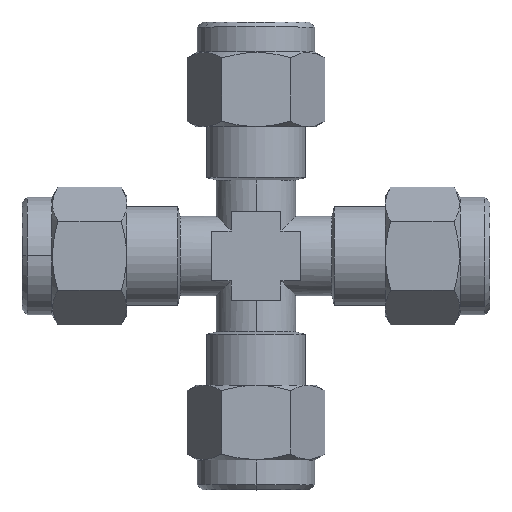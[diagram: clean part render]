
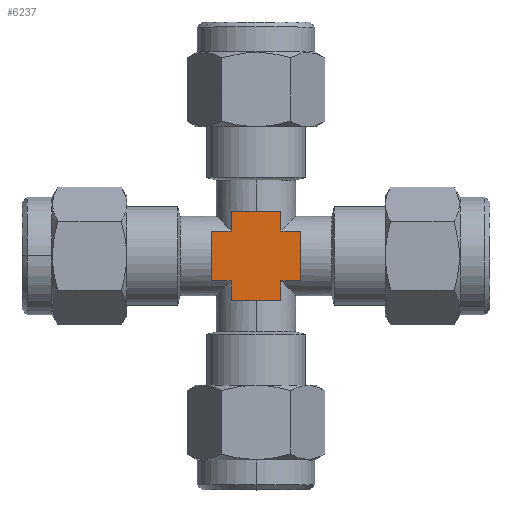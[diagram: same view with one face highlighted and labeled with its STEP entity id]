
A CAD part, top view. The second image highlights one B-rep face of the part: STEP entity #6237.
In plain terms, the highlighted planar face has unit normal (0, 0, 1).
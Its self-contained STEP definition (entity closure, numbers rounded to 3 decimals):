
#162 = FACE_OUTER_BOUND ( 'NONE', #1814, .T. ) ;
#299 = CARTESIAN_POINT ( 'NONE',  ( 2.5, 4.5, 4.5 ) ) ;
#301 = DIRECTION ( 'NONE',  ( 0., 1., 0. ) ) ;
#304 = DIRECTION ( 'NONE',  ( 1., 0., 0. ) ) ;
#305 = CARTESIAN_POINT ( 'NONE',  ( 4.5, 2.5, 4.5 ) ) ;
#306 = DIRECTION ( 'NONE',  ( 0., 1., 0. ) ) ;
#310 = DIRECTION ( 'NONE',  ( 0., 1., 0. ) ) ;
#311 = CARTESIAN_POINT ( 'NONE',  ( -2.5, 4.5, 4.5 ) ) ;
#312 = DIRECTION ( 'NONE',  ( -1., 0., 0. ) ) ;
#1265 = CARTESIAN_POINT ( 'NONE',  ( -4.5, -2.5, 4.5 ) ) ;
#1294 = DIRECTION ( 'NONE',  ( 0., -1., 0. ) ) ;
#1295 = CARTESIAN_POINT ( 'NONE',  ( -2.5, -2.5, 4.5 ) ) ;
#1297 = CARTESIAN_POINT ( 'NONE',  ( -2.5, -4.5, 4.5 ) ) ;
#1299 = CARTESIAN_POINT ( 'NONE',  ( -2.5, 2.5, 4.5 ) ) ;
#1300 = DIRECTION ( 'NONE',  ( 1., 0., 0. ) ) ;
#1304 = DIRECTION ( 'NONE',  ( 0., -1., 0. ) ) ;
#1306 = CARTESIAN_POINT ( 'NONE',  ( 2.5, 2.5, 4.5 ) ) ;
#1308 = DIRECTION ( 'NONE',  ( 0., -1., 0. ) ) ;
#1310 = CARTESIAN_POINT ( 'NONE',  ( -4.5, 2.5, 4.5 ) ) ;
#1313 = CARTESIAN_POINT ( 'NONE',  ( 2.5, -4.5, 4.5 ) ) ;
#1314 = DIRECTION ( 'NONE',  ( -1., 0., 0. ) ) ;
#1316 = CARTESIAN_POINT ( 'NONE',  ( 2.5, -2.5, 4.5 ) ) ;
#1318 = DIRECTION ( 'NONE',  ( -1., 0., 0. ) ) ;
#1320 = CARTESIAN_POINT ( 'NONE',  ( 4.5, -2.5, 4.5 ) ) ;
#1322 = DIRECTION ( 'NONE',  ( 1., 0., 0. ) ) ;
#1814 = EDGE_LOOP ( 'NONE', ( #5566, #5567, #5568, #5569, #5570, #5571, #5572, #5573, #5574, #5575, #5576, #5577 ) ) ;
#1881 = LINE ( 'NONE', #1265, #1910 ) ;
#1910 = VECTOR ( 'NONE', #1294, 1000. ) ;
#1911 = LINE ( 'NONE', #1295, #1916 ) ;
#1913 = LINE ( 'NONE', #1297, #1920 ) ;
#1916 = VECTOR ( 'NONE', #1300, 1000. ) ;
#1917 = LINE ( 'NONE', #1299, #1924 ) ;
#1920 = VECTOR ( 'NONE', #1304, 1000. ) ;
#1924 = VECTOR ( 'NONE', #1308, 1000. ) ;
#1925 = LINE ( 'NONE', #1306, #1930 ) ;
#1927 = LINE ( 'NONE', #1310, #1934 ) ;
#1930 = VECTOR ( 'NONE', #1314, 1000. ) ;
#1931 = LINE ( 'NONE', #1313, #1938 ) ;
#1934 = VECTOR ( 'NONE', #1318, 1000. ) ;
#1935 = LINE ( 'NONE', #1316, #1942 ) ;
#1938 = VECTOR ( 'NONE', #1322, 1000. ) ;
#1939 = LINE ( 'NONE', #1320, #1946 ) ;
#1942 = VECTOR ( 'NONE', #301, 1000. ) ;
#1943 = LINE ( 'NONE', #299, #1952 ) ;
#1945 = LINE ( 'NONE', #305, #1948 ) ;
#1946 = VECTOR ( 'NONE', #304, 1000. ) ;
#1948 = VECTOR ( 'NONE', #306, 1000. ) ;
#1951 = LINE ( 'NONE', #311, #1954 ) ;
#1952 = VECTOR ( 'NONE', #310, 1000. ) ;
#1954 = VECTOR ( 'NONE', #312, 1000. ) ;
#3350 = EDGE_CURVE ( 'NONE', #5940, #5942, #1881, .T. ) ;
#3353 = EDGE_CURVE ( 'NONE', #5942, #5941, #1911, .T. ) ;
#3355 = EDGE_CURVE ( 'NONE', #5941, #5943, #1913, .T. ) ;
#3357 = EDGE_CURVE ( 'NONE', #5939, #5946, #1917, .T. ) ;
#3360 = EDGE_CURVE ( 'NONE', #5949, #5944, #1925, .T. ) ;
#3362 = EDGE_CURVE ( 'NONE', #5946, #5940, #1927, .T. ) ;
#3364 = EDGE_CURVE ( 'NONE', #5943, #5947, #1931, .T. ) ;
#3366 = EDGE_CURVE ( 'NONE', #5947, #5952, #1935, .T. ) ;
#3368 = EDGE_CURVE ( 'NONE', #5952, #5950, #1939, .T. ) ;
#3369 = EDGE_CURVE ( 'NONE', #5950, #5949, #1945, .T. ) ;
#3371 = EDGE_CURVE ( 'NONE', #5944, #5953, #1943, .T. ) ;
#3372 = EDGE_CURVE ( 'NONE', #5953, #5939, #1951, .T. ) ;
#4656 = PLANE ( 'NONE',  #7174 ) ;
#4675 = CARTESIAN_POINT ( 'NONE',  ( -2.5, 2.5, 4.5 ) ) ;
#4676 = DIRECTION ( 'NONE',  ( 0., 0., 1. ) ) ;
#4677 = DIRECTION ( 'NONE',  ( 1., 0., 0. ) ) ;
#5566 = ORIENTED_EDGE ( 'NONE', *, *, #3362, .T. ) ;
#5567 = ORIENTED_EDGE ( 'NONE', *, *, #3350, .T. ) ;
#5568 = ORIENTED_EDGE ( 'NONE', *, *, #3353, .T. ) ;
#5569 = ORIENTED_EDGE ( 'NONE', *, *, #3355, .T. ) ;
#5570 = ORIENTED_EDGE ( 'NONE', *, *, #3364, .T. ) ;
#5571 = ORIENTED_EDGE ( 'NONE', *, *, #3366, .T. ) ;
#5572 = ORIENTED_EDGE ( 'NONE', *, *, #3368, .T. ) ;
#5573 = ORIENTED_EDGE ( 'NONE', *, *, #3369, .T. ) ;
#5574 = ORIENTED_EDGE ( 'NONE', *, *, #3360, .T. ) ;
#5575 = ORIENTED_EDGE ( 'NONE', *, *, #3371, .T. ) ;
#5576 = ORIENTED_EDGE ( 'NONE', *, *, #3372, .T. ) ;
#5577 = ORIENTED_EDGE ( 'NONE', *, *, #3357, .T. ) ;
#5939 = VERTEX_POINT ( 'NONE', #6473 ) ;
#5940 = VERTEX_POINT ( 'NONE', #6474 ) ;
#5941 = VERTEX_POINT ( 'NONE', #6475 ) ;
#5942 = VERTEX_POINT ( 'NONE', #6476 ) ;
#5943 = VERTEX_POINT ( 'NONE', #6477 ) ;
#5944 = VERTEX_POINT ( 'NONE', #6478 ) ;
#5946 = VERTEX_POINT ( 'NONE', #6480 ) ;
#5947 = VERTEX_POINT ( 'NONE', #6481 ) ;
#5949 = VERTEX_POINT ( 'NONE', #6483 ) ;
#5950 = VERTEX_POINT ( 'NONE', #6484 ) ;
#5952 = VERTEX_POINT ( 'NONE', #6486 ) ;
#5953 = VERTEX_POINT ( 'NONE', #6487 ) ;
#6237 = ADVANCED_FACE ( 'NONE', ( #162 ), #4656, .T. ) ;
#6473 = CARTESIAN_POINT ( 'NONE',  ( -2.5, 4.5, 4.5 ) ) ;
#6474 = CARTESIAN_POINT ( 'NONE',  ( -4.5, 2.5, 4.5 ) ) ;
#6475 = CARTESIAN_POINT ( 'NONE',  ( -2.5, -2.5, 4.5 ) ) ;
#6476 = CARTESIAN_POINT ( 'NONE',  ( -4.5, -2.5, 4.5 ) ) ;
#6477 = CARTESIAN_POINT ( 'NONE',  ( -2.5, -4.5, 4.5 ) ) ;
#6478 = CARTESIAN_POINT ( 'NONE',  ( 2.5, 2.5, 4.5 ) ) ;
#6480 = CARTESIAN_POINT ( 'NONE',  ( -2.5, 2.5, 4.5 ) ) ;
#6481 = CARTESIAN_POINT ( 'NONE',  ( 2.5, -4.5, 4.5 ) ) ;
#6483 = CARTESIAN_POINT ( 'NONE',  ( 4.5, 2.5, 4.5 ) ) ;
#6484 = CARTESIAN_POINT ( 'NONE',  ( 4.5, -2.5, 4.5 ) ) ;
#6486 = CARTESIAN_POINT ( 'NONE',  ( 2.5, -2.5, 4.5 ) ) ;
#6487 = CARTESIAN_POINT ( 'NONE',  ( 2.5, 4.5, 4.5 ) ) ;
#7174 = AXIS2_PLACEMENT_3D ( 'NONE', #4675, #4676, #4677 ) ;
